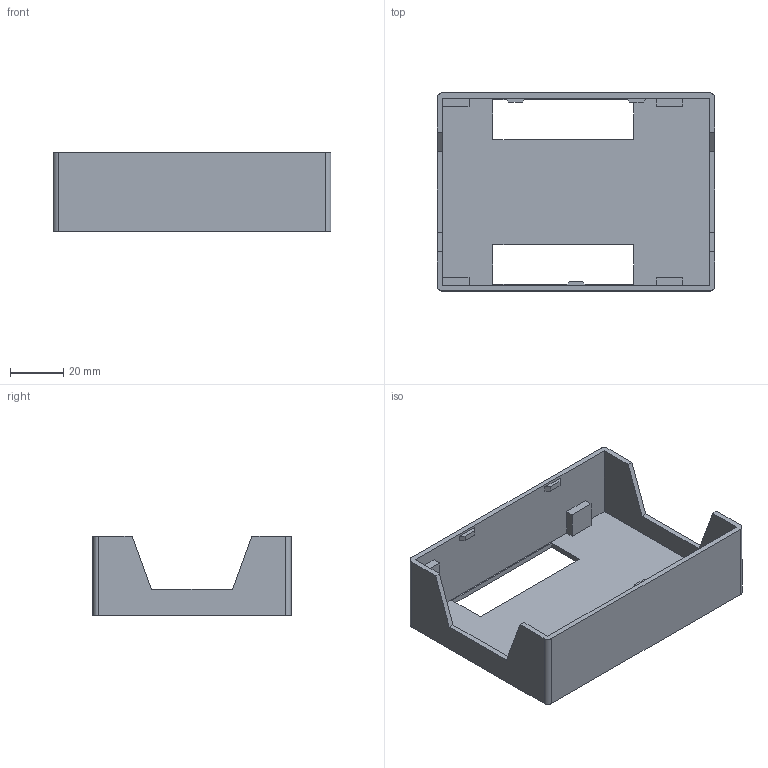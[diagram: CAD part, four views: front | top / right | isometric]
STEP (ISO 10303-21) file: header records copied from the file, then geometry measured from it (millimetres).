
FILE_DESCRIPTION (( 'STEP AP214' ), '1' );
FILE_NAME ('nucleo-g071r3.STEP', '2025-07-11T13:55:53', ( '' ), ( '' ), 'SwSTEP 2.0', 'SolidWorks 2025', '' );
FILE_SCHEMA (( 'AUTOMOTIVE_DESIGN' ));
Length unit declared in the file: millimetre
Products named in the file (1): nucleo-g071r3
Bounding box: 104.5 x 74.5 x 30 mm (x, y, z)
Volume: 30908.3 mm3; surface area: 30421 mm2
Topology: 1 solids, 1 shells, 59 faces, 162 edges, 108 vertices
Faces by surface type: plane 55, cylinder 4
Entity records: 1875 total; most frequent: CARTESIAN_POINT 330, ORIENTED_EDGE 324, DIRECTION 290, EDGE_CURVE 162, LINE 154, VECTOR 154, VERTEX_POINT 108, AXIS2_PLACEMENT_3D 68
